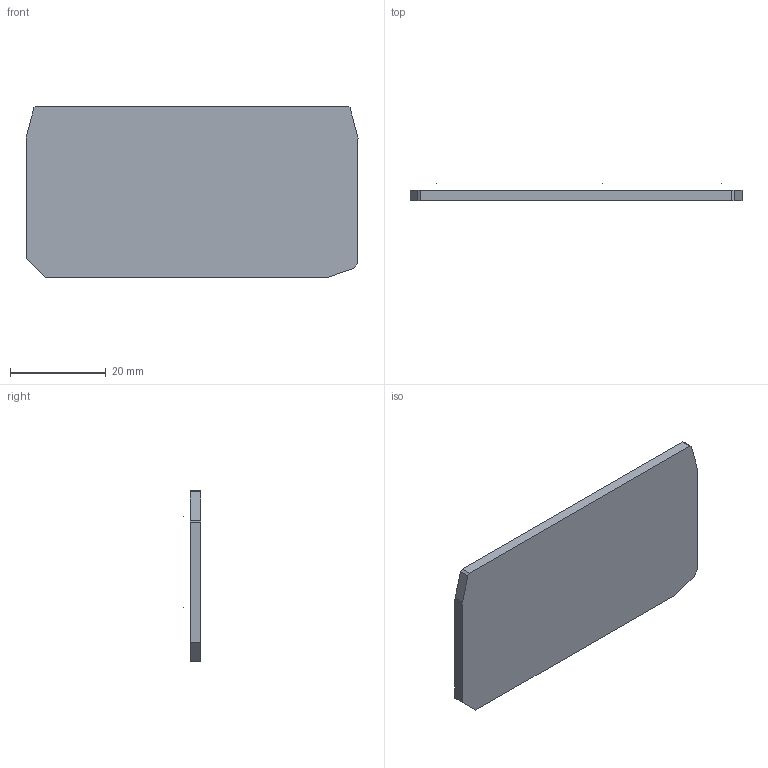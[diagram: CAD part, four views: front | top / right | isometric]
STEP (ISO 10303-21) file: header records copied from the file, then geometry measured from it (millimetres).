
FILE_DESCRIPTION( ('This file contains a STEP AP42 implementation' ,'as created by ZW3D STEP Interface translator.') ,'2;1' );
FILE_NAME( 'DUS6-102-GY-00H（BK6-C2）.stp' ,'22 228. 94558', (''), ('ZWCAD Software Co.'), 'Version 1.0', 'ZW3D to STEP translator', '' );
FILE_SCHEMA(('AUTOMOTIVE_DESIGN'));
Length unit declared in the file: millimetre
Products named in the file (1): 0
Bounding box: 69.5 x 3.7 x 36 mm (x, y, z)
Volume: 5460.8 mm3; surface area: 5426.1 mm2
Topology: 1 solids, 1 shells, 22 faces, 51 edges, 34 vertices
Faces by surface type: bspline 22
Entity records: 692 total; most frequent: CARTESIAN_POINT 341, ORIENTED_EDGE 102, EDGE_CURVE 51, VERTEX_POINT 34, B_SPLINE_CURVE_WITH_KNOTS 31, EDGE_LOOP 25, FACE_OUTER_BOUND 22, ADVANCED_FACE 22
